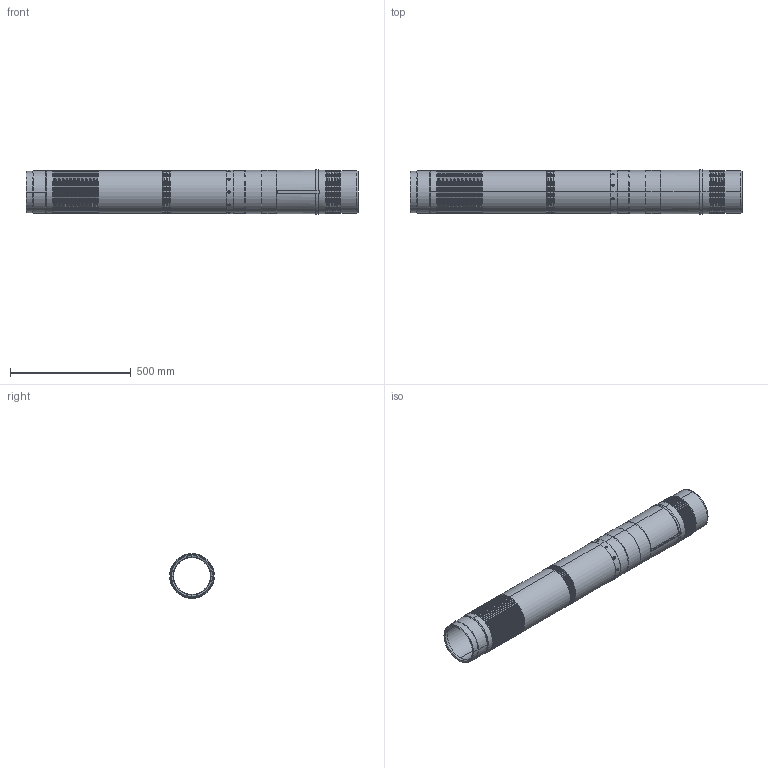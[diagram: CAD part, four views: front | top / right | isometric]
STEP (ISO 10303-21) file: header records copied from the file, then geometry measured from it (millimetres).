
FILE_DESCRIPTION (( 'STEP AP214' ), '1' );
FILE_NAME ('12P100205.STEP', '2024-12-30T14:17:14', ( '' ), ( '' ), 'SwSTEP 2.0', 'SolidWorks 2022', '' );
FILE_SCHEMA (( 'AUTOMOTIVE_DESIGN' ));
Length unit declared in the file: inch
Products named in the file (1): 12P100205
Bounding box: 1374.65 x 185.37 x 185.67 mm (x, y, z)
Volume: 9047324.4 mm3; surface area: 1528126.1 mm2
Topology: 1 solids, 1 shells, 1429 faces, 2900 edges, 1467 vertices
Faces by surface type: cone 1140, torus 214, cylinder 63, plane 12
Entity records: 37073 total; most frequent: DIRECTION 7335, CARTESIAN_POINT 6659, ORIENTED_EDGE 5760, AXIS2_PLACEMENT_3D 3061, EDGE_CURVE 2880, CIRCLE 1631, VERTEX_POINT 1467, EDGE_LOOP 1445
